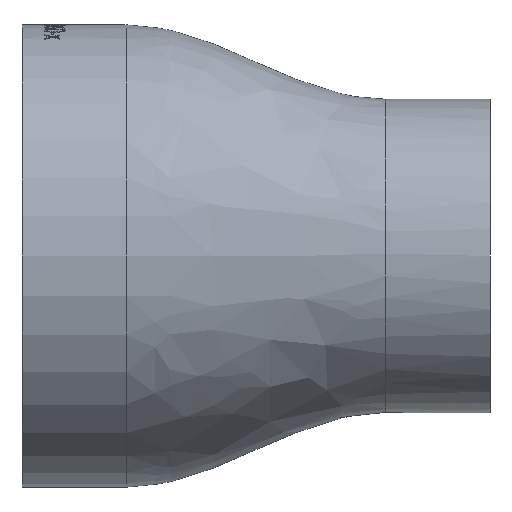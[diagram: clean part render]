
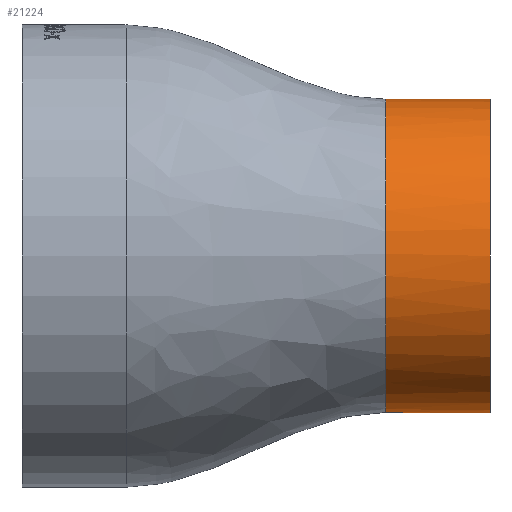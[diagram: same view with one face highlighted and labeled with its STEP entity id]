
A CAD part, front view. The second image highlights one B-rep face of the part: STEP entity #21224.
In plain terms, the highlighted cylindrical face has radius 30.15 mm (diameter 60.3 mm), a full revolution.
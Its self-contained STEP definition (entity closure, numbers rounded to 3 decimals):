
#24 = CARTESIAN_POINT ( 'NONE',  ( 70., -44.45, -16.64 ) ) ;
#246 = CARTESIAN_POINT ( 'NONE',  ( 70., 15.003, 7.253 ) ) ;
#2392 = EDGE_LOOP ( 'NONE', ( #14857 ) ) ;
#2644 = CYLINDRICAL_SURFACE ( 'NONE', #18141, 30.15 ) ;
#3006 = B_SPLINE_CURVE_WITH_KNOTS ( 'NONE', 3,
 ( #11420, #21751, #4858, #11649, #18501, #13988, #20836, #15562, #24, #20621, #17354, #13544, #7177, #246, #5182, #5508, #6855, #12301 ),
 .UNSPECIFIED., .T., .F.,
 ( 4, 1, 1, 1, 1, 2, 2, 2, 1, 1, 1, 1, 4 ),
 ( 0., 0.012, 0.025, 0.038, 0.05, 0.25, 0.5, 0.75, 0.95, 0.963, 0.975, 0.988, 1. ),
 .UNSPECIFIED. ) ;
#4101 = CARTESIAN_POINT ( 'NONE',  ( 64.827, -14.3, 0. ) ) ;
#4810 = EDGE_CURVE ( 'NONE', #6689, #6689, #3006, .T. ) ;
#4858 = CARTESIAN_POINT ( 'NONE',  ( 70., 15.782, -2.48 ) ) ;
#5182 = CARTESIAN_POINT ( 'NONE',  ( 70., 15.486, 4.898 ) ) ;
#5508 = CARTESIAN_POINT ( 'NONE',  ( 70., 15.782, 2.48 ) ) ;
#6689 = VERTEX_POINT ( 'NONE', #13703 ) ;
#6855 = CARTESIAN_POINT ( 'NONE',  ( 70., 15.85, 0.832 ) ) ;
#6976 = AXIS2_PLACEMENT_3D ( 'NONE', #19334, #19675, #10808 ) ;
#7177 = CARTESIAN_POINT ( 'NONE',  ( 70., 11.028, 20.963 ) ) ;
#7990 = DIRECTION ( 'NONE',  ( 0., 0., 1. ) ) ;
#10808 = DIRECTION ( 'NONE',  ( 0., 0., 1. ) ) ;
#10900 = DIRECTION ( 'NONE',  ( -1., 0., 0. ) ) ;
#11420 = CARTESIAN_POINT ( 'NONE',  ( 70., 15.85, 0. ) ) ;
#11649 = CARTESIAN_POINT ( 'NONE',  ( 70., 15.486, -4.898 ) ) ;
#12301 = CARTESIAN_POINT ( 'NONE',  ( 70., 15.85, 0. ) ) ;
#12680 = FACE_OUTER_BOUND ( 'NONE', #2392, .T. ) ;
#13366 = CARTESIAN_POINT ( 'NONE',  ( 90., -14.3, 30.15 ) ) ;
#13544 = CARTESIAN_POINT ( 'NONE',  ( 70., -0.988, 30.15 ) ) ;
#13703 = CARTESIAN_POINT ( 'NONE',  ( 70., 15.85, 0. ) ) ;
#13942 = EDGE_CURVE ( 'NONE', #20563, #20563, #20571, .T. ) ;
#13988 = CARTESIAN_POINT ( 'NONE',  ( 70., 11.028, -20.963 ) ) ;
#14857 = ORIENTED_EDGE ( 'NONE', *, *, #13942, .T. ) ;
#15562 = CARTESIAN_POINT ( 'NONE',  ( 70., -30.94, -30.15 ) ) ;
#16347 = ORIENTED_EDGE ( 'NONE', *, *, #4810, .F. ) ;
#17354 = CARTESIAN_POINT ( 'NONE',  ( 70., -30.94, 30.15 ) ) ;
#17850 = FACE_OUTER_BOUND ( 'NONE', #22120, .T. ) ;
#18141 = AXIS2_PLACEMENT_3D ( 'NONE', #4101, #10900, #7990 ) ;
#18501 = CARTESIAN_POINT ( 'NONE',  ( 70., 15.003, -7.253 ) ) ;
#19334 = CARTESIAN_POINT ( 'NONE',  ( 90., -14.3, 0. ) ) ;
#19675 = DIRECTION ( 'NONE',  ( -1., 0., 0. ) ) ;
#20563 = VERTEX_POINT ( 'NONE', #13366 ) ;
#20571 = CIRCLE ( 'NONE', #6976, 30.15 ) ;
#20621 = CARTESIAN_POINT ( 'NONE',  ( 70., -44.45, 16.64 ) ) ;
#20836 = CARTESIAN_POINT ( 'NONE',  ( 70., -0.988, -30.15 ) ) ;
#21224 = ADVANCED_FACE ( 'NONE', ( #12680, #17850 ), #2644, .T. ) ;
#21751 = CARTESIAN_POINT ( 'NONE',  ( 70., 15.85, -0.832 ) ) ;
#22120 = EDGE_LOOP ( 'NONE', ( #16347 ) ) ;
